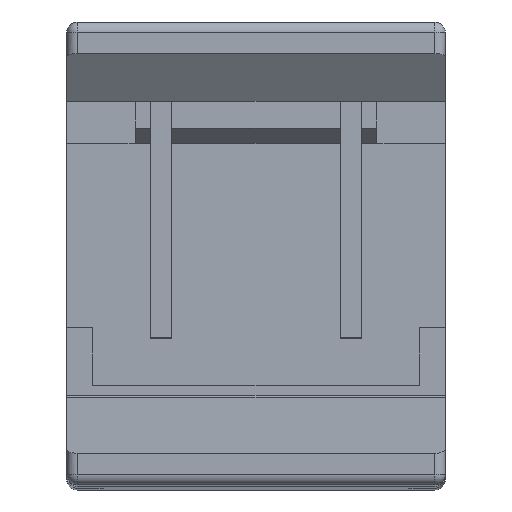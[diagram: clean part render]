
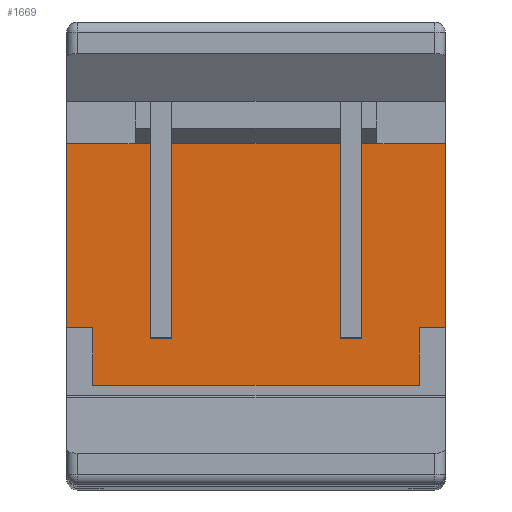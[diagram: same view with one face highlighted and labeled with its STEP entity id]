
A CAD part, top view. The second image highlights one B-rep face of the part: STEP entity #1669.
In plain terms, the highlighted planar face has unit normal (0, 0, 1).
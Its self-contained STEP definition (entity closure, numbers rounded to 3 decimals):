
#14 = ORIENTED_EDGE ( 'NONE', *, *, #1942, .T. ) ;
#127 = CARTESIAN_POINT ( 'NONE',  ( -3.6, 6.5, 18.4 ) ) ;
#167 = CARTESIAN_POINT ( 'NONE',  ( -1.6, 3.6, 18.4 ) ) ;
#216 = CARTESIAN_POINT ( 'NONE',  ( -2., 3.6, 18.4 ) ) ;
#230 = CARTESIAN_POINT ( 'NONE',  ( 6.545, 3.6, 18.4 ) ) ;
#268 = ORIENTED_EDGE ( 'NONE', *, *, #3602, .T. ) ;
#280 = CARTESIAN_POINT ( 'NONE',  ( 2., 7.3, 18.4 ) ) ;
#291 = CARTESIAN_POINT ( 'NONE',  ( 2., 2.8, 18.4 ) ) ;
#404 = CARTESIAN_POINT ( 'NONE',  ( -3.6, 3., 18.4 ) ) ;
#410 = LINE ( 'NONE', #646, #2365 ) ;
#415 = VECTOR ( 'NONE', #2336, 1000. ) ;
#460 = ORIENTED_EDGE ( 'NONE', *, *, #3621, .F. ) ;
#540 = VERTEX_POINT ( 'NONE', #2370 ) ;
#546 = ORIENTED_EDGE ( 'NONE', *, *, #3879, .F. ) ;
#559 = ORIENTED_EDGE ( 'NONE', *, *, #3687, .F. ) ;
#564 = ORIENTED_EDGE ( 'NONE', *, *, #3871, .F. ) ;
#608 = DIRECTION ( 'NONE',  ( 1., 0., 0. ) ) ;
#633 = ORIENTED_EDGE ( 'NONE', *, *, #2520, .F. ) ;
#641 = FACE_BOUND ( 'NONE', #1300, .T. ) ;
#646 = CARTESIAN_POINT ( 'NONE',  ( -3.6, 6.5, 18.4 ) ) ;
#654 = ORIENTED_EDGE ( 'NONE', *, *, #3946, .T. ) ;
#693 = ORIENTED_EDGE ( 'NONE', *, *, #4177, .T. ) ;
#695 = ORIENTED_EDGE ( 'NONE', *, *, #3784, .F. ) ;
#842 = DIRECTION ( 'NONE',  ( -1., 0., 0. ) ) ;
#947 = CARTESIAN_POINT ( 'NONE',  ( -3.1, 1.9, 18.4 ) ) ;
#962 = ORIENTED_EDGE ( 'NONE', *, *, #3683, .F. ) ;
#970 = CARTESIAN_POINT ( 'NONE',  ( -3.1, 3., 18.4 ) ) ;
#972 = VERTEX_POINT ( 'NONE', #1971 ) ;
#997 = CARTESIAN_POINT ( 'NONE',  ( -3.1, 3., 18.4 ) ) ;
#1021 = VERTEX_POINT ( 'NONE', #1291 ) ;
#1054 = VERTEX_POINT ( 'NONE', #3049 ) ;
#1055 = VERTEX_POINT ( 'NONE', #970 ) ;
#1072 = VERTEX_POINT ( 'NONE', #2738 ) ;
#1128 = VECTOR ( 'NONE', #1565, 1000. ) ;
#1177 = ORIENTED_EDGE ( 'NONE', *, *, #1656, .T. ) ;
#1183 = VECTOR ( 'NONE', #3775, 1000. ) ;
#1190 = VECTOR ( 'NONE', #608, 1000. ) ;
#1229 = CARTESIAN_POINT ( 'NONE',  ( 3.1, 3., 18.4 ) ) ;
#1291 = CARTESIAN_POINT ( 'NONE',  ( 2., 2.8, 18.4 ) ) ;
#1300 = EDGE_LOOP ( 'NONE', ( #546, #4125, #962, #3187 ) ) ;
#1368 = VERTEX_POINT ( 'NONE', #127 ) ;
#1374 = VECTOR ( 'NONE', #842, 1000. ) ;
#1467 = ORIENTED_EDGE ( 'NONE', *, *, #2953, .T. ) ;
#1506 = CARTESIAN_POINT ( 'NONE',  ( -3.1, 1.9, 18.4 ) ) ;
#1565 = DIRECTION ( 'NONE',  ( 0., 1., 0. ) ) ;
#1579 = DIRECTION ( 'NONE',  ( -1., 0., 0. ) ) ;
#1656 = EDGE_CURVE ( 'NONE', #2360, #3260, #1657, .T. ) ;
#1657 = LINE ( 'NONE', #1229, #3386 ) ;
#1669 = ADVANCED_FACE ( 'NONE', ( #2612, #641, #2504 ), #3684, .F. ) ;
#1685 = CARTESIAN_POINT ( 'NONE',  ( 1.6, 3., 18.4 ) ) ;
#1732 = LINE ( 'NONE', #947, #4404 ) ;
#1786 = VERTEX_POINT ( 'NONE', #216 ) ;
#1820 = CARTESIAN_POINT ( 'NONE',  ( -3.6, 3., 18.4 ) ) ;
#1852 = CARTESIAN_POINT ( 'NONE',  ( 3.1, 3., 18.4 ) ) ;
#1860 = CARTESIAN_POINT ( 'NONE',  ( -2., 2.8, 18.4 ) ) ;
#1878 = CARTESIAN_POINT ( 'NONE',  ( 6.545, 3.6, 18.4 ) ) ;
#1935 = VERTEX_POINT ( 'NONE', #3317 ) ;
#1942 = EDGE_CURVE ( 'NONE', #2411, #1055, #3439, .T. ) ;
#1947 = DIRECTION ( 'NONE',  ( 0., 1., 0. ) ) ;
#1970 = DIRECTION ( 'NONE',  ( 0., 1., 0. ) ) ;
#1971 = CARTESIAN_POINT ( 'NONE',  ( 1.6, 2.8, 18.4 ) ) ;
#2094 = CARTESIAN_POINT ( 'NONE',  ( 3.1, 1.9, 18.4 ) ) ;
#2124 = VERTEX_POINT ( 'NONE', #4382 ) ;
#2138 = LINE ( 'NONE', #1685, #1183 ) ;
#2253 = LINE ( 'NONE', #3322, #415 ) ;
#2269 = CARTESIAN_POINT ( 'NONE',  ( 3.6, 3., 18.4 ) ) ;
#2308 = LINE ( 'NONE', #2949, #4044 ) ;
#2330 = DIRECTION ( 'NONE',  ( -1., 0., 0. ) ) ;
#2332 = DIRECTION ( 'NONE',  ( 1., 0., 0. ) ) ;
#2336 = DIRECTION ( 'NONE',  ( 0., 1., 0. ) ) ;
#2360 = VERTEX_POINT ( 'NONE', #2094 ) ;
#2365 = VECTOR ( 'NONE', #3059, 1000. ) ;
#2370 = CARTESIAN_POINT ( 'NONE',  ( 1.6, 3.6, 18.4 ) ) ;
#2411 = VERTEX_POINT ( 'NONE', #2441 ) ;
#2422 = VECTOR ( 'NONE', #2931, 1000. ) ;
#2441 = CARTESIAN_POINT ( 'NONE',  ( -3.6, 3., 18.4 ) ) ;
#2504 = FACE_OUTER_BOUND ( 'NONE', #4140, .T. ) ;
#2520 = EDGE_CURVE ( 'NONE', #2411, #1368, #2855, .T. ) ;
#2612 = FACE_BOUND ( 'NONE', #4089, .T. ) ;
#2660 = CARTESIAN_POINT ( 'NONE',  ( -3.6, 3., 18.4 ) ) ;
#2738 = CARTESIAN_POINT ( 'NONE',  ( 2., 3.6, 18.4 ) ) ;
#2836 = VECTOR ( 'NONE', #3490, 1000. ) ;
#2855 = LINE ( 'NONE', #1820, #3061 ) ;
#2931 = DIRECTION ( 'NONE',  ( 1., 0., 0. ) ) ;
#2949 = CARTESIAN_POINT ( 'NONE',  ( -2., 3., 18.4 ) ) ;
#2953 = EDGE_CURVE ( 'NONE', #1055, #4400, #3053, .T. ) ;
#2986 = CARTESIAN_POINT ( 'NONE',  ( -3.6, 3., 18.4 ) ) ;
#2994 = LINE ( 'NONE', #2269, #1128 ) ;
#3049 = CARTESIAN_POINT ( 'NONE',  ( -2., 2.8, 18.4 ) ) ;
#3050 = AXIS2_PLACEMENT_3D ( 'NONE', #2660, #4391, #2330 ) ;
#3053 = LINE ( 'NONE', #997, #3647 ) ;
#3059 = DIRECTION ( 'NONE',  ( 1., 0., 0. ) ) ;
#3061 = VECTOR ( 'NONE', #4262, 1000. ) ;
#3110 = VERTEX_POINT ( 'NONE', #4281 ) ;
#3148 = VECTOR ( 'NONE', #1970, 1000. ) ;
#3187 = ORIENTED_EDGE ( 'NONE', *, *, #3700, .F. ) ;
#3193 = LINE ( 'NONE', #1878, #1374 ) ;
#3241 = LINE ( 'NONE', #280, #3148 ) ;
#3260 = VERTEX_POINT ( 'NONE', #1852 ) ;
#3273 = DIRECTION ( 'NONE',  ( 0., -1., 0. ) ) ;
#3281 = VERTEX_POINT ( 'NONE', #167 ) ;
#3317 = CARTESIAN_POINT ( 'NONE',  ( -1.6, 2.8, 18.4 ) ) ;
#3322 = CARTESIAN_POINT ( 'NONE',  ( -1.6, 7.3, 18.4 ) ) ;
#3386 = VECTOR ( 'NONE', #1947, 1000. ) ;
#3439 = LINE ( 'NONE', #2986, #4192 ) ;
#3490 = DIRECTION ( 'NONE',  ( 1., 0., 0. ) ) ;
#3521 = LINE ( 'NONE', #1860, #2422 ) ;
#3573 = VECTOR ( 'NONE', #1579, 1000. ) ;
#3582 = EDGE_CURVE ( 'NONE', #1072, #540, #3193, .T. ) ;
#3602 = EDGE_CURVE ( 'NONE', #3110, #2124, #2994, .T. ) ;
#3621 = EDGE_CURVE ( 'NONE', #3281, #1786, #3710, .T. ) ;
#3647 = VECTOR ( 'NONE', #4146, 1000. ) ;
#3683 = EDGE_CURVE ( 'NONE', #1021, #1072, #3241, .T. ) ;
#3684 = PLANE ( 'NONE',  #3050 ) ;
#3687 = EDGE_CURVE ( 'NONE', #1935, #3281, #2253, .T. ) ;
#3700 = EDGE_CURVE ( 'NONE', #972, #1021, #3982, .T. ) ;
#3710 = LINE ( 'NONE', #230, #3573 ) ;
#3759 = LINE ( 'NONE', #404, #2836 ) ;
#3775 = DIRECTION ( 'NONE',  ( 0., -1., 0. ) ) ;
#3779 = EDGE_CURVE ( 'NONE', #1054, #1935, #3521, .T. ) ;
#3784 = EDGE_CURVE ( 'NONE', #1786, #1054, #2308, .T. ) ;
#3871 = EDGE_CURVE ( 'NONE', #1368, #2124, #410, .T. ) ;
#3879 = EDGE_CURVE ( 'NONE', #540, #972, #2138, .T. ) ;
#3946 = EDGE_CURVE ( 'NONE', #3260, #3110, #3759, .T. ) ;
#3982 = LINE ( 'NONE', #291, #1190 ) ;
#4044 = VECTOR ( 'NONE', #3273, 1000. ) ;
#4058 = DIRECTION ( 'NONE',  ( 1., 0., 0. ) ) ;
#4089 = EDGE_LOOP ( 'NONE', ( #460, #559, #4131, #695 ) ) ;
#4125 = ORIENTED_EDGE ( 'NONE', *, *, #3582, .F. ) ;
#4131 = ORIENTED_EDGE ( 'NONE', *, *, #3779, .F. ) ;
#4140 = EDGE_LOOP ( 'NONE', ( #268, #564, #633, #14, #1467, #693, #1177, #654 ) ) ;
#4146 = DIRECTION ( 'NONE',  ( 0., -1., 0. ) ) ;
#4177 = EDGE_CURVE ( 'NONE', #4400, #2360, #1732, .T. ) ;
#4192 = VECTOR ( 'NONE', #4058, 1000. ) ;
#4262 = DIRECTION ( 'NONE',  ( 0., 1., 0. ) ) ;
#4281 = CARTESIAN_POINT ( 'NONE',  ( 3.6, 3., 18.4 ) ) ;
#4382 = CARTESIAN_POINT ( 'NONE',  ( 3.6, 6.5, 18.4 ) ) ;
#4391 = DIRECTION ( 'NONE',  ( 0., 0., -1. ) ) ;
#4400 = VERTEX_POINT ( 'NONE', #1506 ) ;
#4404 = VECTOR ( 'NONE', #2332, 1000. ) ;
